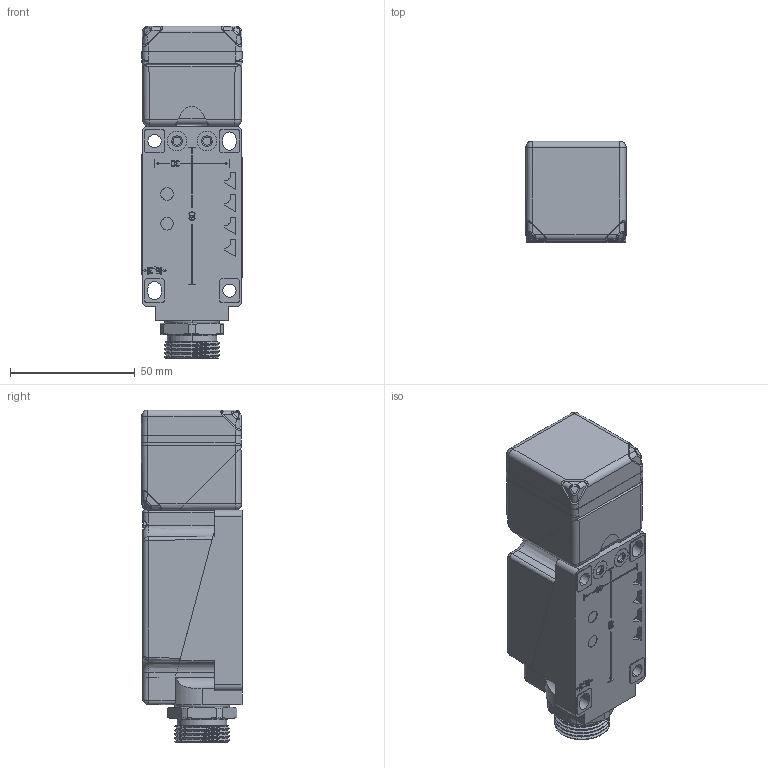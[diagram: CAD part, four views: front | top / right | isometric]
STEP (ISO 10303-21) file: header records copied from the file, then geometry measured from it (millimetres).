
FILE_DESCRIPTION((''),'2;1');
FILE_NAME('DM_CAD-3244_SW0001','2018-02-27T',('creinig-se'),(''),'PRO/ENGINEER BY PARAMETRIC TECHNOLOGY CORPORATION, 2015440','PRO/ENGINEER BY PARAMETRIC TECHNOLOGY CORPORATION, 2015440','');
FILE_SCHEMA(('CONFIG_CONTROL_DESIGN'));
Products named in the file (1): DM_CAD-3244_SW0001
Bounding box: 40.18 x 40.72 x 133.15 mm (x, y, z)
Volume: 171556.4 mm3; surface area: 35211.6 mm2
Topology: 5 solids, 6 shells, 1451 faces, 3964 edges, 2583 vertices
Faces by surface type: plane 779, cylinder 401, bspline 111, torus 61, sphere 38, cone 33, extrusion 28
Entity records: 66801 total; most frequent: CARTESIAN_POINT 21010, ORIENTED_EDGE 7722, DIRECTION 6653, EDGE_CURVE 3861, VECTOR 2543, LINE 2515, VERTEX_POINT 2455, AXIS2_PLACEMENT_3D 2055
